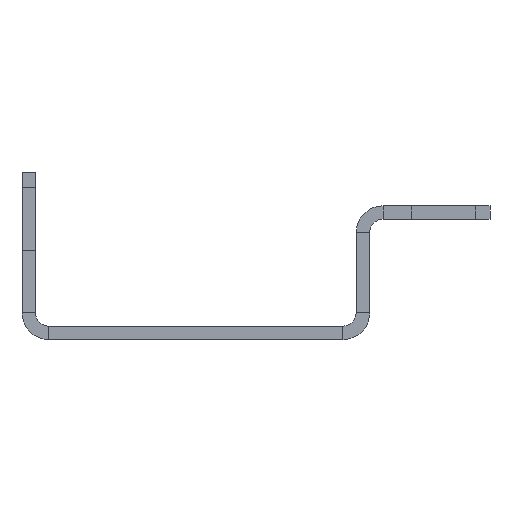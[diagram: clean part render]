
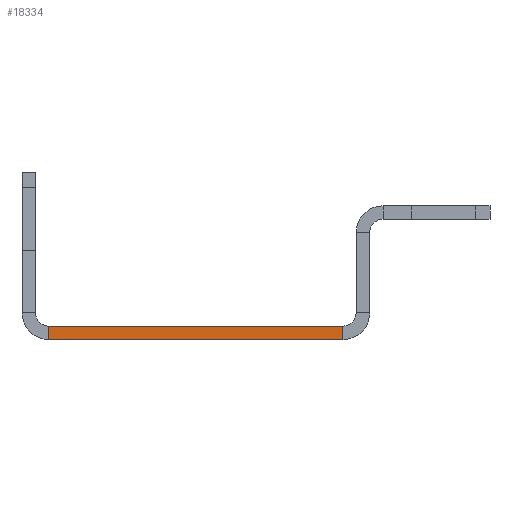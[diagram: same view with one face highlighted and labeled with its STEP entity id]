
A CAD part, front view. The second image highlights one B-rep face of the part: STEP entity #18334.
In plain terms, the highlighted planar face has unit normal (0, -1, 0).
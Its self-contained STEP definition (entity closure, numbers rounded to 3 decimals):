
#71 = ORIENTED_EDGE ( 'NONE', *, *, #26138, .T. ) ;
#1187 = DIRECTION ( 'NONE',  ( 0., -1., 0. ) ) ;
#3221 = CARTESIAN_POINT ( 'NONE',  ( -22., -935., 0. ) ) ;
#3943 = DIRECTION ( 'NONE',  ( 0., 0., -1. ) ) ;
#4125 = FACE_OUTER_BOUND ( 'NONE', #23650, .T. ) ;
#4299 = ORIENTED_EDGE ( 'NONE', *, *, #8638, .T. ) ;
#5314 = VECTOR ( 'NONE', #27294, 1000. ) ;
#7167 = CARTESIAN_POINT ( 'NONE',  ( -22., -935., 0. ) ) ;
#8638 = EDGE_CURVE ( 'NONE', #29332, #22480, #38516, .T. ) ;
#11890 = DIRECTION ( 'NONE',  ( 1., 0., 0. ) ) ;
#13120 = VECTOR ( 'NONE', #22518, 1000. ) ;
#13338 = CARTESIAN_POINT ( 'NONE',  ( 22., -935., 0. ) ) ;
#13914 = LINE ( 'NONE', #13338, #13120 ) ;
#14629 = ORIENTED_EDGE ( 'NONE', *, *, #34496, .F. ) ;
#14743 = LINE ( 'NONE', #16903, #25659 ) ;
#16577 = CARTESIAN_POINT ( 'NONE',  ( -22., -935., -2. ) ) ;
#16903 = CARTESIAN_POINT ( 'NONE',  ( -26., -935., 0. ) ) ;
#17687 = DIRECTION ( 'NONE',  ( 1., 0., 0. ) ) ;
#18334 = ADVANCED_FACE ( 'NONE', ( #4125 ), #28009, .T. ) ;
#20991 = VERTEX_POINT ( 'NONE', #27255 ) ;
#22480 = VERTEX_POINT ( 'NONE', #35441 ) ;
#22518 = DIRECTION ( 'NONE',  ( 0., 0., -1. ) ) ;
#22573 = ORIENTED_EDGE ( 'NONE', *, *, #38285, .F. ) ;
#23650 = EDGE_LOOP ( 'NONE', ( #14629, #71, #4299, #22573 ) ) ;
#24230 = AXIS2_PLACEMENT_3D ( 'NONE', #30765, #1187, #3943 ) ;
#24634 = VERTEX_POINT ( 'NONE', #7167 ) ;
#25659 = VECTOR ( 'NONE', #17687, 1000. ) ;
#26138 = EDGE_CURVE ( 'NONE', #24634, #29332, #26902, .T. ) ;
#26902 = LINE ( 'NONE', #3221, #5314 ) ;
#27255 = CARTESIAN_POINT ( 'NONE',  ( 22., -935., 0. ) ) ;
#27294 = DIRECTION ( 'NONE',  ( 0., 0., -1. ) ) ;
#28009 = PLANE ( 'NONE',  #24230 ) ;
#29332 = VERTEX_POINT ( 'NONE', #16577 ) ;
#29540 = VECTOR ( 'NONE', #11890, 1000. ) ;
#30765 = CARTESIAN_POINT ( 'NONE',  ( -26., -935., -2. ) ) ;
#32441 = CARTESIAN_POINT ( 'NONE',  ( -26., -935., -2. ) ) ;
#34496 = EDGE_CURVE ( 'NONE', #24634, #20991, #14743, .T. ) ;
#35441 = CARTESIAN_POINT ( 'NONE',  ( 22., -935., -2. ) ) ;
#38285 = EDGE_CURVE ( 'NONE', #20991, #22480, #13914, .T. ) ;
#38516 = LINE ( 'NONE', #32441, #29540 ) ;
